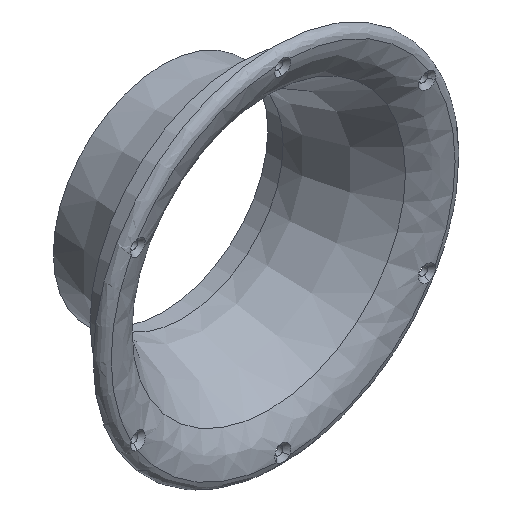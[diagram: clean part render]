
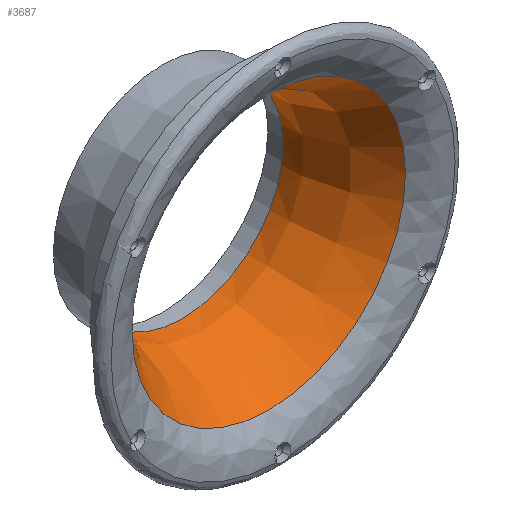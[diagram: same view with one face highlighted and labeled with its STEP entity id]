
A CAD part, isometric view. The second image highlights one B-rep face of the part: STEP entity #3687.
In plain terms, the highlighted face is a revolution surface.
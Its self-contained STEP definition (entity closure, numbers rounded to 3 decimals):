
#49 = SURFACE_OF_REVOLUTION('',#50,#55);
#50 = CIRCLE('',#51,25.);
#51 = AXIS2_PLACEMENT_3D('',#52,#53,#54);
#52 = CARTESIAN_POINT('',(0.,20.5,85.5));
#53 = DIRECTION('',(1.,0.,0.));
#54 = DIRECTION('',(0.,1.,0.));
#55 = AXIS1_PLACEMENT('',#56,#57);
#56 = CARTESIAN_POINT('',(0.,0.,0.));
#57 = DIRECTION('',(0.,1.,0.));
#726 = VERTEX_POINT('',#727);
#727 = CARTESIAN_POINT('',(0.,2.649,
    67.997));
#2693 = EDGE_CURVE('',#726,#726,#2694,.T.);
#2694 = SURFACE_CURVE('',#2695,(#2700,#2707),.PCURVE_S1.);
#2695 = CIRCLE('',#2696,67.997);
#2696 = AXIS2_PLACEMENT_3D('',#2697,#2698,#2699);
#2697 = CARTESIAN_POINT('',(0.,2.649,
    0.));
#2698 = DIRECTION('',(0.,1.,0.));
#2699 = DIRECTION('',(0.,0.,1.));
#2700 = PCURVE('',#49,#2701);
#2701 = DEFINITIONAL_REPRESENTATION('',(#2702),#2706);
#2702 = LINE('',#2703,#2704);
#2703 = CARTESIAN_POINT('',(0.,3.917));
#2704 = VECTOR('',#2705,1.);
#2705 = DIRECTION('',(1.,0.));
#2706 = ( GEOMETRIC_REPRESENTATION_CONTEXT(2) 
PARAMETRIC_REPRESENTATION_CONTEXT() REPRESENTATION_CONTEXT('2D SPACE',''
  ) );
#2707 = PCURVE('',#2708,#2717);
#2708 = SURFACE_OF_REVOLUTION('',#2709,#2714);
#2709 = CIRCLE('',#2710,60.012);
#2710 = AXIS2_PLACEMENT_3D('',#2711,#2712,#2713);
#2711 = CARTESIAN_POINT('',(0.,45.5,110.012));
#2712 = DIRECTION('',(1.,0.,0.));
#2713 = DIRECTION('',(0.,1.,0.));
#2714 = AXIS1_PLACEMENT('',#2715,#2716);
#2715 = CARTESIAN_POINT('',(0.,0.,0.));
#2716 = DIRECTION('',(0.,1.,0.));
#2717 = DEFINITIONAL_REPRESENTATION('',(#2718),#2722);
#2718 = LINE('',#2719,#2720);
#2719 = CARTESIAN_POINT('',(0.,3.917));
#2720 = VECTOR('',#2721,1.);
#2721 = DIRECTION('',(1.,0.));
#2722 = ( GEOMETRIC_REPRESENTATION_CONTEXT(2) 
PARAMETRIC_REPRESENTATION_CONTEXT() REPRESENTATION_CONTEXT('2D SPACE',''
  ) );
#3687 = ADVANCED_FACE('',(#3688),#2708,.F.);
#3688 = FACE_BOUND('',#3689,.F.);
#3689 = EDGE_LOOP('',(#3690,#3691,#3715,#3742));
#3690 = ORIENTED_EDGE('',*,*,#2693,.T.);
#3691 = ORIENTED_EDGE('',*,*,#3692,.T.);
#3692 = EDGE_CURVE('',#726,#3693,#3695,.T.);
#3693 = VERTEX_POINT('',#3694);
#3694 = CARTESIAN_POINT('',(0.,45.5,50.));
#3695 = SEAM_CURVE('',#3696,(#3701,#3708),.PCURVE_S1.);
#3696 = CIRCLE('',#3697,60.012);
#3697 = AXIS2_PLACEMENT_3D('',#3698,#3699,#3700);
#3698 = CARTESIAN_POINT('',(0.,45.5,110.012));
#3699 = DIRECTION('',(1.,0.,0.));
#3700 = DIRECTION('',(0.,1.,0.));
#3701 = PCURVE('',#2708,#3702);
#3702 = DEFINITIONAL_REPRESENTATION('',(#3703),#3707);
#3703 = LINE('',#3704,#3705);
#3704 = CARTESIAN_POINT('',(0.,0.));
#3705 = VECTOR('',#3706,1.);
#3706 = DIRECTION('',(0.,1.));
#3707 = ( GEOMETRIC_REPRESENTATION_CONTEXT(2) 
PARAMETRIC_REPRESENTATION_CONTEXT() REPRESENTATION_CONTEXT('2D SPACE',''
  ) );
#3708 = PCURVE('',#2708,#3709);
#3709 = DEFINITIONAL_REPRESENTATION('',(#3710),#3714);
#3710 = LINE('',#3711,#3712);
#3711 = CARTESIAN_POINT('',(6.283,0.));
#3712 = VECTOR('',#3713,1.);
#3713 = DIRECTION('',(0.,1.));
#3714 = ( GEOMETRIC_REPRESENTATION_CONTEXT(2) 
PARAMETRIC_REPRESENTATION_CONTEXT() REPRESENTATION_CONTEXT('2D SPACE',''
  ) );
#3715 = ORIENTED_EDGE('',*,*,#3716,.F.);
#3716 = EDGE_CURVE('',#3693,#3693,#3717,.T.);
#3717 = SURFACE_CURVE('',#3718,(#3723,#3730),.PCURVE_S1.);
#3718 = CIRCLE('',#3719,50.);
#3719 = AXIS2_PLACEMENT_3D('',#3720,#3721,#3722);
#3720 = CARTESIAN_POINT('',(0.,45.5,0.)
  );
#3721 = DIRECTION('',(0.,1.,0.));
#3722 = DIRECTION('',(0.,0.,1.));
#3723 = PCURVE('',#2708,#3724);
#3724 = DEFINITIONAL_REPRESENTATION('',(#3725),#3729);
#3725 = LINE('',#3726,#3727);
#3726 = CARTESIAN_POINT('',(0.,4.712));
#3727 = VECTOR('',#3728,1.);
#3728 = DIRECTION('',(1.,0.));
#3729 = ( GEOMETRIC_REPRESENTATION_CONTEXT(2) 
PARAMETRIC_REPRESENTATION_CONTEXT() REPRESENTATION_CONTEXT('2D SPACE',''
  ) );
#3730 = PCURVE('',#3731,#3736);
#3731 = PLANE('',#3732);
#3732 = AXIS2_PLACEMENT_3D('',#3733,#3734,#3735);
#3733 = CARTESIAN_POINT('',(0.,45.5,0.)
  );
#3734 = DIRECTION('',(0.,1.,0.));
#3735 = DIRECTION('',(0.,0.,1.));
#3736 = DEFINITIONAL_REPRESENTATION('',(#3737),#3741);
#3737 = CIRCLE('',#3738,50.);
#3738 = AXIS2_PLACEMENT_2D('',#3739,#3740);
#3739 = CARTESIAN_POINT('',(0.,0.));
#3740 = DIRECTION('',(1.,0.));
#3741 = ( GEOMETRIC_REPRESENTATION_CONTEXT(2) 
PARAMETRIC_REPRESENTATION_CONTEXT() REPRESENTATION_CONTEXT('2D SPACE',''
  ) );
#3742 = ORIENTED_EDGE('',*,*,#3692,.F.);
